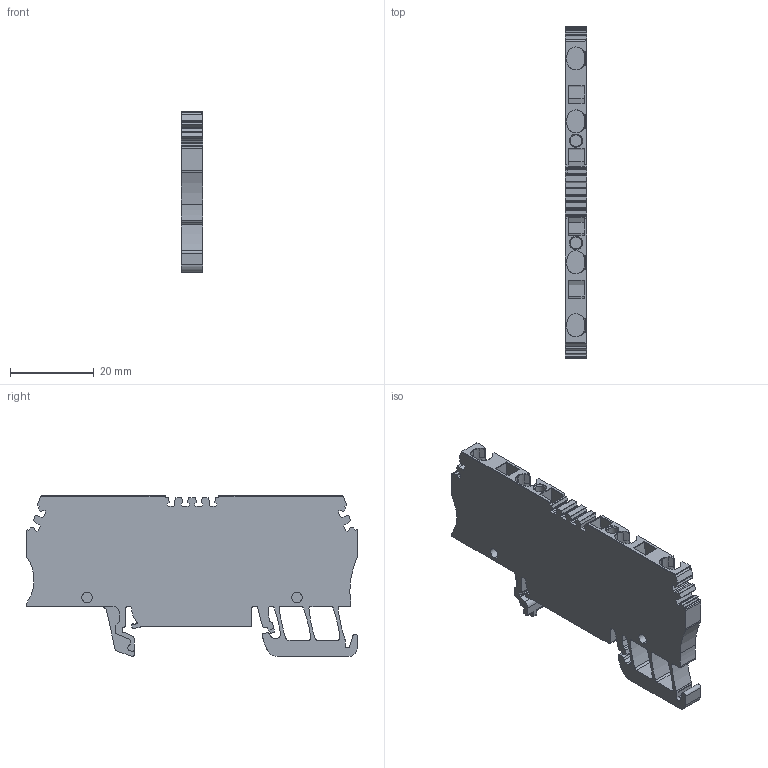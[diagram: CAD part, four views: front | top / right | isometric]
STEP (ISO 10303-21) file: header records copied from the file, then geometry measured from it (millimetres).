
FILE_DESCRIPTION(('CATIA V5R22 STEP214','CAx-IF Rec.Pracs.--- Model Styling and Organization---1.4--- 2014-01-23'),'2;1');
FILE_NAME ('028526-3_0', '2021-02-26T08:32:58+00:00', ('Weidmueller Interface'), ('Weidmueller'), 'CATIA Version 5-6 Release 2016 SP3 HF44', 'CATIA V5 STEP AP214', 'none');
FILE_SCHEMA(('AUTOMOTIVE_DESIGN { 1 0 10303 214 1 1 1 1 }'));
Length unit declared in the file: millimetre
Products named in the file (1): 1962810000_ZDU_2-5_2X2AN_BED_SW_RT
Bounding box: 5.1 x 79.05 x 38.35 mm (x, y, z)
Volume: 10612.1 mm3; surface area: 7705.5 mm2
Topology: 3 solids, 3 shells, 499 faces, 1475 edges, 990 vertices
Faces by surface type: plane 289, cylinder 152, extrusion 50, cone 8
Entity records: 16598 total; most frequent: CARTESIAN_POINT 3701, ORIENTED_EDGE 2950, DIRECTION 2157, EDGE_CURVE 1475, VECTOR 1106, LINE 1056, VERTEX_POINT 990, AXIS2_PLACEMENT_3D 680
